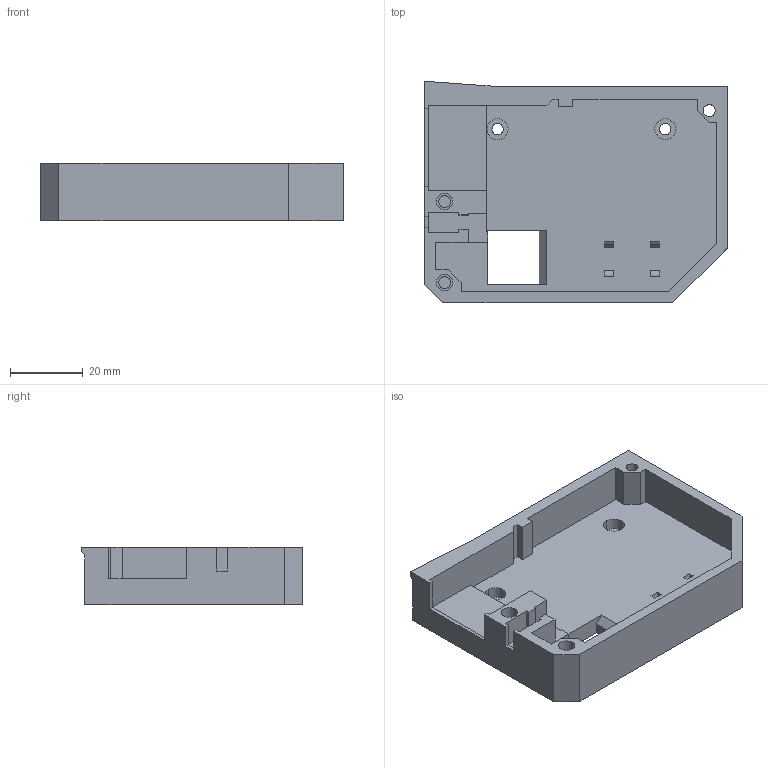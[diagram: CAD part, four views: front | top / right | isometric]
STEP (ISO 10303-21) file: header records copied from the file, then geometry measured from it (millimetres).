
FILE_DESCRIPTION((''),'2;1');
FILE_NAME('PRT0003','2022-03-31T18:48:54',('Dinu'),(''),'CREO PARAMETRIC BY PTC INC, 2021164','CREO PARAMETRIC BY PTC INC, 2021164','');
FILE_SCHEMA(('CONFIG_CONTROL_DESIGN'));
Length unit declared in the file: millimetre
Products named in the file (1): PRT0003
Bounding box: 83 x 60.71 x 15.85 mm (x, y, z)
Volume: 31112.7 mm3; surface area: 17382.3 mm2
Topology: 1 solids, 1 shells, 107 faces, 284 edges, 189 vertices
Faces by surface type: plane 75, cylinder 32
Entity records: 3376 total; most frequent: CARTESIAN_POINT 580, ORIENTED_EDGE 568, DIRECTION 562, EDGE_CURVE 284, VECTOR 220, LINE 220, VERTEX_POINT 189, AXIS2_PLACEMENT_3D 171
